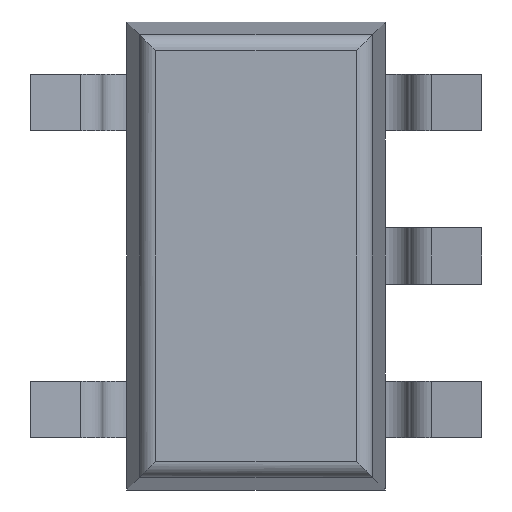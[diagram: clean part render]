
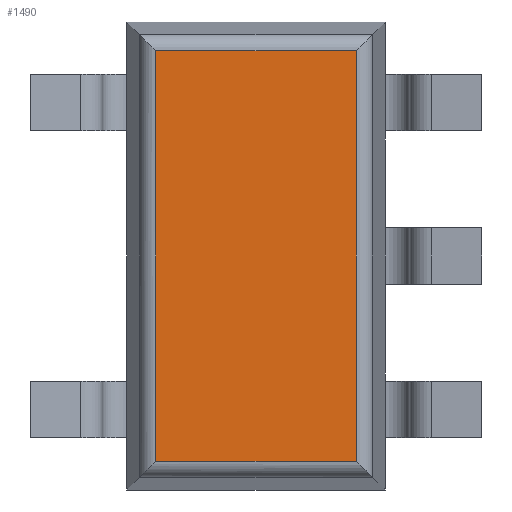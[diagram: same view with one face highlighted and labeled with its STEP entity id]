
A CAD part, front view. The second image highlights one B-rep face of the part: STEP entity #1490.
In plain terms, the highlighted planar face has unit normal (0, -1, 0).
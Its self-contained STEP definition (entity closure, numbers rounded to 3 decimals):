
#56=PLANE('',#1601);
#119=FACE_OUTER_BOUND('',#206,.T.);
#206=EDGE_LOOP('',(#1018,#1019,#1020,#1021));
#295=LINE('',#2173,#466);
#297=LINE('',#2181,#468);
#300=LINE('',#2189,#471);
#301=LINE('',#2192,#472);
#466=VECTOR('',#1730,10.);
#468=VECTOR('',#1738,10.);
#471=VECTOR('',#1745,10.);
#472=VECTOR('',#1750,10.);
#637=VERTEX_POINT('',#2171);
#638=VERTEX_POINT('',#2172);
#641=VERTEX_POINT('',#2180);
#644=VERTEX_POINT('',#2188);
#771=EDGE_CURVE('',#637,#638,#295,.T.);
#775=EDGE_CURVE('',#638,#641,#297,.T.);
#779=EDGE_CURVE('',#641,#644,#300,.T.);
#781=EDGE_CURVE('',#644,#637,#301,.T.);
#1018=ORIENTED_EDGE('',*,*,#771,.F.);
#1019=ORIENTED_EDGE('',*,*,#781,.F.);
#1020=ORIENTED_EDGE('',*,*,#779,.F.);
#1021=ORIENTED_EDGE('',*,*,#775,.F.);
#1490=ADVANCED_FACE('',(#119),#56,.T.);
#1601=AXIS2_PLACEMENT_3D('',#2212,#1765,#1766);
#1730=DIRECTION('',(0.,0.,1.));
#1738=DIRECTION('',(1.,0.,0.));
#1745=DIRECTION('',(0.,0.,-1.));
#1750=DIRECTION('',(-1.,0.,0.));
#1765=DIRECTION('center_axis',(0.,-1.,0.));
#1766=DIRECTION('ref_axis',(1.,0.,0.));
#2171=CARTESIAN_POINT('',(-0.622,-0.8,-1.272));
#2172=CARTESIAN_POINT('',(-0.622,-0.8,1.272));
#2173=CARTESIAN_POINT('',(-0.622,-0.8,0.));
#2180=CARTESIAN_POINT('',(0.622,-0.8,1.272));
#2181=CARTESIAN_POINT('',(-0.354,-0.8,1.272));
#2188=CARTESIAN_POINT('',(0.622,-0.8,-1.272));
#2189=CARTESIAN_POINT('',(0.622,-0.8,0.));
#2192=CARTESIAN_POINT('',(-0.354,-0.8,-1.272));
#2212=CARTESIAN_POINT('Origin',(-0.709,-0.8,0.));
